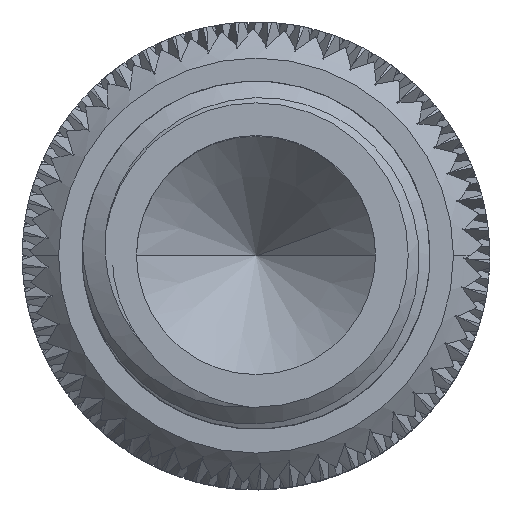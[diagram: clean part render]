
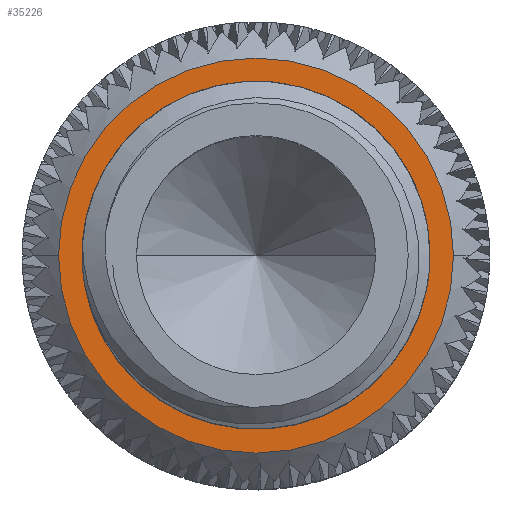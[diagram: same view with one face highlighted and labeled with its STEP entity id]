
A CAD part, top view. The second image highlights one B-rep face of the part: STEP entity #35226.
In plain terms, the highlighted planar face has unit normal (0, 0, 1).
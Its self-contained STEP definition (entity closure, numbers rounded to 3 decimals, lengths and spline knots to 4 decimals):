
#561=CARTESIAN_POINT('',(0.,0.,6.));
#562=DIRECTION('',(0.,0.,-1.));
#563=DIRECTION('',(-1.,0.,0.));
#564=AXIS2_PLACEMENT_3D('',#561,#562,#563);
#566=CARTESIAN_POINT('',(0.,0.,6.));
#567=DIRECTION('',(0.,0.,-1.));
#568=DIRECTION('',(1.,0.,0.));
#569=AXIS2_PLACEMENT_3D('',#566,#567,#568);
#571=CARTESIAN_POINT('',(0.,0.,6.));
#572=DIRECTION('',(0.,0.,1.));
#573=DIRECTION('',(0.,-1.,0.));
#574=AXIS2_PLACEMENT_3D('',#571,#572,#573);
#576=CARTESIAN_POINT('',(0.,0.,6.));
#577=DIRECTION('',(0.,0.,1.));
#578=DIRECTION('',(0.,1.,0.));
#579=AXIS2_PLACEMENT_3D('',#576,#577,#578);
#33082=CARTESIAN_POINT('',(-2.725,0.,6.));
#33083=CARTESIAN_POINT('',(2.725,0.,6.));
#33084=VERTEX_POINT('',#33082);
#33085=VERTEX_POINT('',#33083);
#33153=CARTESIAN_POINT('',(0.,-2.1,6.));
#33154=CARTESIAN_POINT('',(0.,2.1,6.));
#33155=VERTEX_POINT('',#33153);
#33156=VERTEX_POINT('',#33154);
#35210=CARTESIAN_POINT('',(0.,0.,6.));
#35211=DIRECTION('',(0.,0.,1.));
#35212=DIRECTION('',(1.,0.,0.));
#35213=AXIS2_PLACEMENT_3D('',#35210,#35211,#35212);
#35214=PLANE('',#35213);
#35215=ORIENTED_EDGE('',*,*,#35067,.T.);
#35217=ORIENTED_EDGE('',*,*,#35216,.T.);
#35218=EDGE_LOOP('',(#35215,#35217));
#35219=FACE_OUTER_BOUND('',#35218,.F.);
#35221=ORIENTED_EDGE('',*,*,#35220,.T.);
#35223=ORIENTED_EDGE('',*,*,#35222,.T.);
#35224=EDGE_LOOP('',(#35221,#35223));
#35225=FACE_BOUND('',#35224,.F.);
#565=CIRCLE('',#564,2.725);
#570=CIRCLE('',#569,2.725);
#575=CIRCLE('',#574,2.1);
#580=CIRCLE('',#579,2.1);
#35067=EDGE_CURVE('',#33084,#33085,#565,.T.);
#35216=EDGE_CURVE('',#33085,#33084,#570,.T.);
#35220=EDGE_CURVE('',#33155,#33156,#575,.T.);
#35222=EDGE_CURVE('',#33156,#33155,#580,.T.);
#35226=ADVANCED_FACE('',(#35219,#35225),#35214,.T.);
